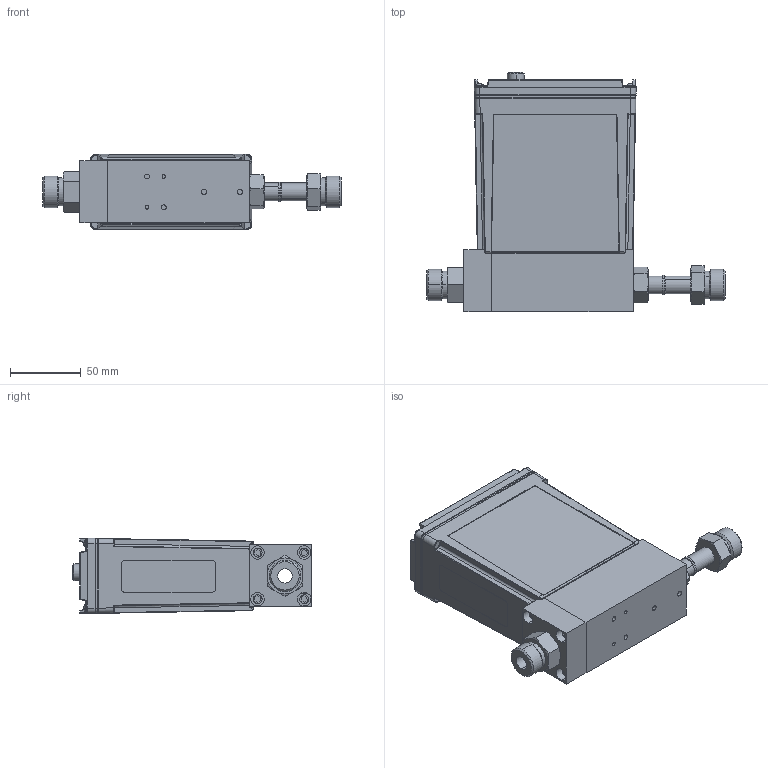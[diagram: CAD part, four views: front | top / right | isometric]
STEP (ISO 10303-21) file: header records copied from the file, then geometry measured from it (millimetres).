
FILE_DESCRIPTION (( 'STEP AP214' ), '1' );
FILE_NAME ('GE250-8VCO-LONG-DEVICENET.STEP', '2018-04-24T20:14:45', ( '' ), ( '' ), 'SwSTEP 2.0', 'SolidWorks 2015', '' );
FILE_SCHEMA (( 'AUTOMOTIVE_DESIGN' ));
Length unit declared in the file: inch
Products named in the file (1): GE250-8VCO-LONG-DEVICENET
Bounding box: 211.1 x 169.85 x 53.49 mm (x, y, z)
Surface area: 107875.7 mm2 (no closed solid volume)
Topology: 0 solids, 109 shells, 769 faces, 3729 edges, 2977 vertices
Faces by surface type: plane 368, cylinder 254, bspline 58, cone 56, sphere 17, torus 16
Entity records: 58109 total; most frequent: CARTESIAN_POINT 20969, ORIENTED_EDGE 4987, DIRECTION 4953, EDGE_CURVE 3712, VERTEX_POINT 2977, VECTOR 1997, LINE 1997, AXIS2_PLACEMENT_3D 1478
